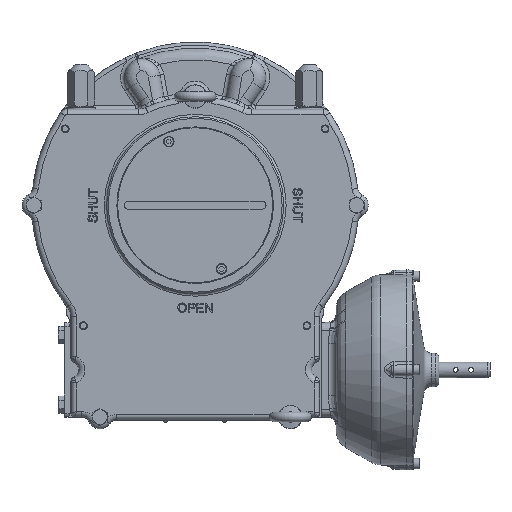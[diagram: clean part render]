
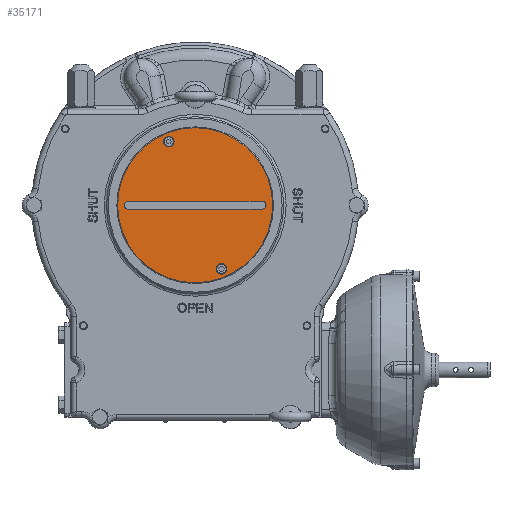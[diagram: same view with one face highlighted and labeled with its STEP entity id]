
A CAD part, top view. The second image highlights one B-rep face of the part: STEP entity #35171.
In plain terms, the highlighted planar face has unit normal (0, 0, 1).
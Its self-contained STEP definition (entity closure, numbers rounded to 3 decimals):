
#2598=LINE('',#54882,#5564);
#2601=LINE('',#54890,#5567);
#5564=VECTOR('',#42523,1000.);
#5567=VECTOR('',#42532,1000.);
#10432=ORIENTED_EDGE('',*,*,#19698,.T.);
#10433=ORIENTED_EDGE('',*,*,#19697,.T.);
#10434=ORIENTED_EDGE('',*,*,#19699,.T.);
#10435=ORIENTED_EDGE('',*,*,#19696,.T.);
#10436=ORIENTED_EDGE('',*,*,#19694,.T.);
#10437=ORIENTED_EDGE('',*,*,#19692,.T.);
#10438=ORIENTED_EDGE('',*,*,#19690,.T.);
#19690=EDGE_CURVE('',#24437,#24436,#2598,.T.);
#19692=EDGE_CURVE('',#24438,#24437,#27607,.T.);
#19694=EDGE_CURVE('',#24439,#24438,#2601,.T.);
#19696=EDGE_CURVE('',#24436,#24439,#27608,.T.);
#19697=EDGE_CURVE('',#24440,#24440,#27609,.T.);
#19698=EDGE_CURVE('',#24441,#24441,#27610,.T.);
#19699=EDGE_CURVE('',#24442,#24442,#27611,.T.);
#24436=VERTEX_POINT('',#54881);
#24437=VERTEX_POINT('',#54883);
#24438=VERTEX_POINT('',#54887);
#24439=VERTEX_POINT('',#54891);
#24440=VERTEX_POINT('',#54897);
#24441=VERTEX_POINT('',#54900);
#24442=VERTEX_POINT('',#54903);
#27607=CIRCLE('',#38766,5.);
#27608=CIRCLE('',#38769,5.);
#27609=CIRCLE('',#38771,6.5);
#27610=CIRCLE('',#38773,6.5);
#27611=CIRCLE('',#38775,98.5);
#28485=EDGE_LOOP('',(#10432));
#28486=EDGE_LOOP('',(#10433));
#28487=EDGE_LOOP('',(#10434));
#28488=EDGE_LOOP('',(#10435,#10436,#10437,#10438));
#31150=FACE_BOUND('',#28485,.T.);
#31151=FACE_BOUND('',#28486,.T.);
#31152=FACE_BOUND('',#28487,.T.);
#31153=FACE_BOUND('',#28488,.T.);
#33428=PLANE('',#38774);
#35171=ADVANCED_FACE('',(#31150,#31151,#31152,#31153),#33428,.F.);
#38766=AXIS2_PLACEMENT_3D('',#54886,#42527,#42528);
#38769=AXIS2_PLACEMENT_3D('',#54894,#42536,#42537);
#38771=AXIS2_PLACEMENT_3D('',#54896,#42540,#42541);
#38773=AXIS2_PLACEMENT_3D('',#54899,#42544,#42545);
#38774=AXIS2_PLACEMENT_3D('',#54901,#42546,#42547);
#38775=AXIS2_PLACEMENT_3D('',#54902,#42548,#42549);
#42523=DIRECTION('',(1.,0.,0.));
#42527=DIRECTION('',(0.,0.,-1.));
#42528=DIRECTION('',(1.,0.,0.));
#42532=DIRECTION('',(-1.,0.,0.));
#42536=DIRECTION('',(0.,0.,-1.));
#42537=DIRECTION('',(1.,0.,0.));
#42540=DIRECTION('',(0.,0.,-1.));
#42541=DIRECTION('',(1.,0.,0.));
#42544=DIRECTION('',(0.,0.,-1.));
#42545=DIRECTION('',(1.,0.,0.));
#42546=DIRECTION('',(0.,0.,-1.));
#42547=DIRECTION('',(-1.,0.,0.));
#42548=DIRECTION('',(0.,0.,1.));
#42549=DIRECTION('',(1.,0.,0.));
#54881=CARTESIAN_POINT('',(85.,5.,183.));
#54882=CARTESIAN_POINT('',(-85.,5.,183.));
#54883=CARTESIAN_POINT('',(-85.,5.,183.));
#54886=CARTESIAN_POINT('',(-85.,0.,183.));
#54887=CARTESIAN_POINT('',(-85.,-5.,183.));
#54890=CARTESIAN_POINT('',(85.,-5.,183.));
#54891=CARTESIAN_POINT('',(85.,-5.,183.));
#54894=CARTESIAN_POINT('',(85.,0.,183.));
#54896=CARTESIAN_POINT('',(33.485,-80.839,183.));
#54897=CARTESIAN_POINT('',(39.985,-80.839,183.));
#54899=CARTESIAN_POINT('',(-33.485,80.839,183.));
#54900=CARTESIAN_POINT('',(-26.985,80.839,183.));
#54901=CARTESIAN_POINT('',(98.5,0.,183.));
#54902=CARTESIAN_POINT('',(0.,0.,183.));
#54903=CARTESIAN_POINT('',(98.5,0.,183.));
